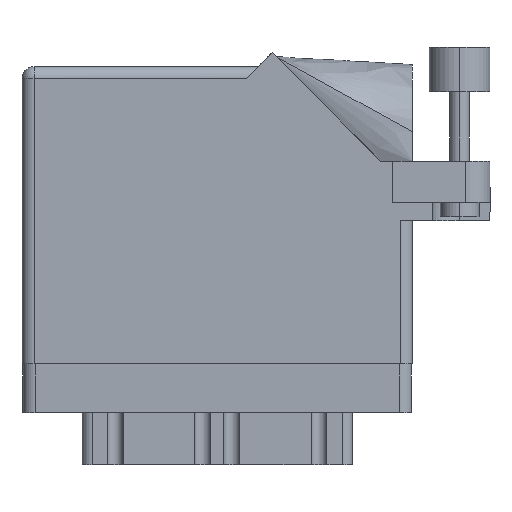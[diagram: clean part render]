
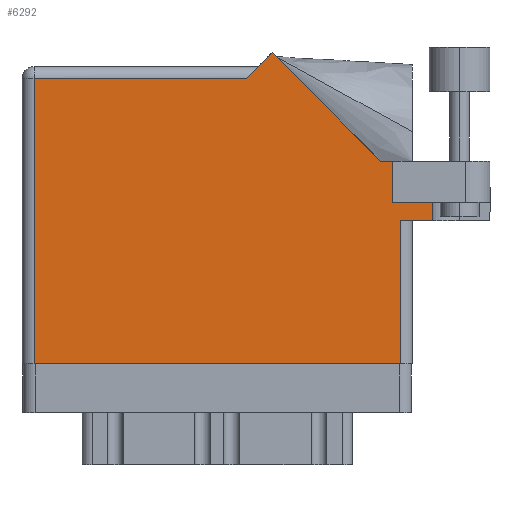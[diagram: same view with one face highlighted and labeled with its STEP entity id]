
A CAD part, front view. The second image highlights one B-rep face of the part: STEP entity #6292.
In plain terms, the highlighted face is planar.
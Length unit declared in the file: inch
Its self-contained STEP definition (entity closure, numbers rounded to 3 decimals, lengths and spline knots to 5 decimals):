
#346 = CARTESIAN_POINT ( 'NONE',  ( 1.84442, 1.044, 0. ) ) ;
#1038 = ORIENTED_EDGE ( 'NONE', *, *, #37560, .T. ) ;
#1182 = CARTESIAN_POINT ( 'NONE',  ( 2.01, 0.737, 0. ) ) ;
#1464 = EDGE_CURVE ( 'NONE', #21023, #16382, #22787, .T. ) ;
#1579 = DIRECTION ( 'NONE',  ( 1., 0., 0. ) ) ;
#2324 = EDGE_LOOP ( 'NONE', ( #32872, #27515, #1038, #34266, #22804, #18458, #10935, #6163, #8358, #31499, #34001 ) ) ;
#2538 = VECTOR ( 'NONE', #16769, 39.37008 ) ;
#2605 = VERTEX_POINT ( 'NONE', #8250 ) ;
#3079 = VECTOR ( 'NONE', #35795, 39.37008 ) ;
#3212 = CARTESIAN_POINT ( 'NONE',  ( 1.91, 1.044, 0. ) ) ;
#3256 = CARTESIAN_POINT ( 'NONE',  ( 1.91, 0.831, 0. ) ) ;
#3346 = LINE ( 'NONE', #12013, #5935 ) ;
#3775 = CARTESIAN_POINT ( 'NONE',  ( 0.062, 1.468, 0. ) ) ;
#4947 = VERTEX_POINT ( 'NONE', #3212 ) ;
#5192 = VERTEX_POINT ( 'NONE', #5533 ) ;
#5311 = CARTESIAN_POINT ( 'NONE',  ( 1.84442, 1.044, 0. ) ) ;
#5533 = CARTESIAN_POINT ( 'NONE',  ( 1.28771, 1.60071, 0. ) ) ;
#5610 = CARTESIAN_POINT ( 'NONE',  ( 0., 0., 0. ) ) ;
#5935 = VECTOR ( 'NONE', #24282, 39.37008 ) ;
#6163 = ORIENTED_EDGE ( 'NONE', *, *, #29323, .T. ) ;
#6182 = DIRECTION ( 'NONE',  ( 1., 0., 0. ) ) ;
#6292 = ADVANCED_FACE ( 'NONE', ( #31070 ), #30867, .F. ) ;
#6971 = DIRECTION ( 'NONE',  ( 0., 1., 0. ) ) ;
#8100 = VERTEX_POINT ( 'NONE', #3775 ) ;
#8250 = CARTESIAN_POINT ( 'NONE',  ( 1.948, 0.737, 0. ) ) ;
#8358 = ORIENTED_EDGE ( 'NONE', *, *, #13402, .T. ) ;
#8784 = CARTESIAN_POINT ( 'NONE',  ( 2.1115, 0.737, 0. ) ) ;
#9087 = VECTOR ( 'NONE', #19427, 39.37008 ) ;
#9154 = LINE ( 'NONE', #3256, #34167 ) ;
#9279 = CARTESIAN_POINT ( 'NONE',  ( 1.91, 0.831, 0. ) ) ;
#10935 = ORIENTED_EDGE ( 'NONE', *, *, #31843, .T. ) ;
#11359 = VECTOR ( 'NONE', #18382, 39.37008 ) ;
#11571 = EDGE_CURVE ( 'NONE', #22329, #21023, #24126, .T. ) ;
#12013 = CARTESIAN_POINT ( 'NONE',  ( 1.217, 1.53, 0. ) ) ;
#13255 = CARTESIAN_POINT ( 'NONE',  ( 0., 1.53, 0. ) ) ;
#13402 = EDGE_CURVE ( 'NONE', #5192, #37255, #3346, .T. ) ;
#14224 = AXIS2_PLACEMENT_3D ( 'NONE', #13255, #18416, #25128 ) ;
#14826 = CARTESIAN_POINT ( 'NONE',  ( 1.91, 0.831, 0. ) ) ;
#15923 = VERTEX_POINT ( 'NONE', #346 ) ;
#16382 = VERTEX_POINT ( 'NONE', #8784 ) ;
#16769 = DIRECTION ( 'NONE',  ( 0., -1., 0. ) ) ;
#17343 = DIRECTION ( 'NONE',  ( -0.707, 0.707, 0. ) ) ;
#18156 = CARTESIAN_POINT ( 'NONE',  ( 2.41, 1.044, 0. ) ) ;
#18382 = DIRECTION ( 'NONE',  ( 1., 0., 0. ) ) ;
#18416 = DIRECTION ( 'NONE',  ( 0., 0., -1. ) ) ;
#18458 = ORIENTED_EDGE ( 'NONE', *, *, #23323, .T. ) ;
#19427 = DIRECTION ( 'NONE',  ( 0., -1., 0. ) ) ;
#19489 = VECTOR ( 'NONE', #6182, 39.37008 ) ;
#19557 = LINE ( 'NONE', #1182, #36592 ) ;
#20626 = LINE ( 'NONE', #5610, #19489 ) ;
#20924 = EDGE_CURVE ( 'NONE', #21616, #2605, #38918, .T. ) ;
#21023 = VERTEX_POINT ( 'NONE', #26668 ) ;
#21616 = VERTEX_POINT ( 'NONE', #27578 ) ;
#21889 = VECTOR ( 'NONE', #36345, 39.37008 ) ;
#22196 = CARTESIAN_POINT ( 'NONE',  ( 2.1115, 1.16177, 0. ) ) ;
#22329 = VERTEX_POINT ( 'NONE', #14826 ) ;
#22386 = CARTESIAN_POINT ( 'NONE',  ( 0., 1.468, 0. ) ) ;
#22787 = LINE ( 'NONE', #22196, #9087 ) ;
#22804 = ORIENTED_EDGE ( 'NONE', *, *, #11571, .F. ) ;
#22987 = VERTEX_POINT ( 'NONE', #27394 ) ;
#23323 = EDGE_CURVE ( 'NONE', #22329, #4947, #9154, .T. ) ;
#23724 = LINE ( 'NONE', #18156, #3079 ) ;
#24126 = LINE ( 'NONE', #9279, #11359 ) ;
#24282 = DIRECTION ( 'NONE',  ( -0.707, -0.707, 0. ) ) ;
#25128 = DIRECTION ( 'NONE',  ( -1., 0., 0. ) ) ;
#26668 = CARTESIAN_POINT ( 'NONE',  ( 2.1115, 0.831, 0. ) ) ;
#27394 = CARTESIAN_POINT ( 'NONE',  ( 0.062, 0., 0. ) ) ;
#27515 = ORIENTED_EDGE ( 'NONE', *, *, #20924, .T. ) ;
#27578 = CARTESIAN_POINT ( 'NONE',  ( 1.948, 0., 0. ) ) ;
#29262 = CARTESIAN_POINT ( 'NONE',  ( 1.155, 1.468, 0. ) ) ;
#29297 = EDGE_CURVE ( 'NONE', #8100, #22987, #38332, .T. ) ;
#29323 = EDGE_CURVE ( 'NONE', #15923, #5192, #32385, .T. ) ;
#29637 = VECTOR ( 'NONE', #17343, 39.37008 ) ;
#30867 = PLANE ( 'NONE',  #14224 ) ;
#31070 = FACE_OUTER_BOUND ( 'NONE', #2324, .T. ) ;
#31145 = VECTOR ( 'NONE', #34452, 39.37008 ) ;
#31499 = ORIENTED_EDGE ( 'NONE', *, *, #34757, .T. ) ;
#31599 = EDGE_CURVE ( 'NONE', #22987, #21616, #20626, .T. ) ;
#31843 = EDGE_CURVE ( 'NONE', #4947, #15923, #23724, .T. ) ;
#32385 = LINE ( 'NONE', #5311, #29637 ) ;
#32872 = ORIENTED_EDGE ( 'NONE', *, *, #31599, .T. ) ;
#34001 = ORIENTED_EDGE ( 'NONE', *, *, #29297, .T. ) ;
#34167 = VECTOR ( 'NONE', #6971, 39.37008 ) ;
#34266 = ORIENTED_EDGE ( 'NONE', *, *, #1464, .F. ) ;
#34452 = DIRECTION ( 'NONE',  ( -1., 0., 0. ) ) ;
#34757 = EDGE_CURVE ( 'NONE', #37255, #8100, #37228, .T. ) ;
#34976 = CARTESIAN_POINT ( 'NONE',  ( 0.062, 0., 0. ) ) ;
#35795 = DIRECTION ( 'NONE',  ( -1., 0., 0. ) ) ;
#36345 = DIRECTION ( 'NONE',  ( 0., 1., 0. ) ) ;
#36592 = VECTOR ( 'NONE', #1579, 39.37008 ) ;
#37228 = LINE ( 'NONE', #22386, #31145 ) ;
#37255 = VERTEX_POINT ( 'NONE', #29262 ) ;
#37560 = EDGE_CURVE ( 'NONE', #2605, #16382, #19557, .T. ) ;
#38332 = LINE ( 'NONE', #34976, #2538 ) ;
#38722 = CARTESIAN_POINT ( 'NONE',  ( 1.948, 0.737, 0. ) ) ;
#38918 = LINE ( 'NONE', #38722, #21889 ) ;
